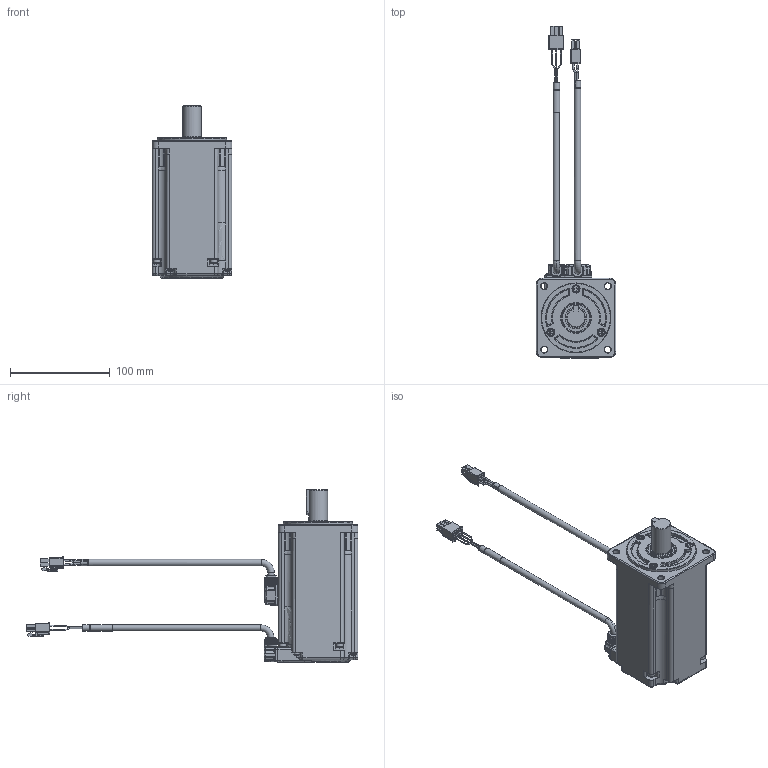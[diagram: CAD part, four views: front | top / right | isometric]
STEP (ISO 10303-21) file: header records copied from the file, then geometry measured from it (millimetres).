
FILE_DESCRIPTION( ('This file contains a STEP AP42 implementation' ,'as created by ZW3D STEP Interface translator.') ,'2;1' );
FILE_NAME( 'X2MA075A-B2LA.stp' ,'22 521.105825', (''), ('ZWCAD Software Co.'), 'Version 1.0', 'ZW3D to STEP translator', '' );
FILE_SCHEMA(('CONFIG_CONTROL_DESIGN'));
Length unit declared in the file: millimetre
Products named in the file (1): 0
Bounding box: 80 x 332.95 x 173.1 mm (x, y, z)
Volume: 822252.3 mm3; surface area: 76840.1 mm2
Topology: 1 solids, 1 shells, 1987 faces, 5437 edges, 3535 vertices
Faces by surface type: plane 1097, cylinder 588, torus 94, bspline 78, cone 69, sphere 61
Full cylindrical faces by diameter (mm): 0.98 x18, 1.76 x12, 2.6 x10, 3.5 x8, 4 x7, 4.8 x4, 5.5 x4, 5.8 x1, 6 x3, 6.2 x1, 6.3 x2, 6.5 x7, 7 x4, 7.5 x3, 8 x4, 9.4 x1, 9.8 x1, 18.8 x1, 19 x1, 22 x2, 27.5 x1, 30 x1, 70 x1
Entity records: 75805 total; most frequent: CARTESIAN_POINT 25929, ORIENTED_EDGE 10844, DIRECTION 10038, EDGE_CURVE 5418, VERTEX_POINT 3543, AXIS2_PLACEMENT_3D 3470, VECTOR 3098, LINE 3098
